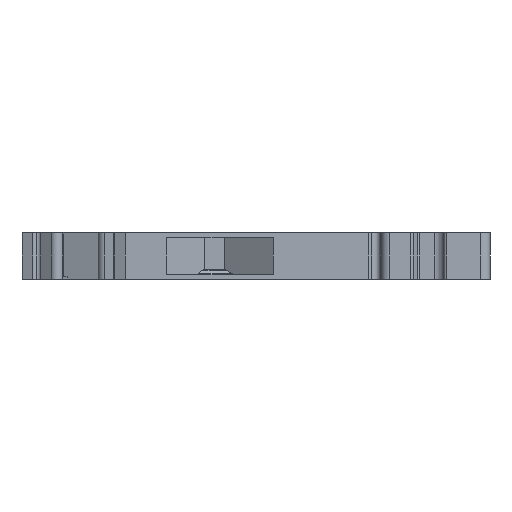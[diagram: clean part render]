
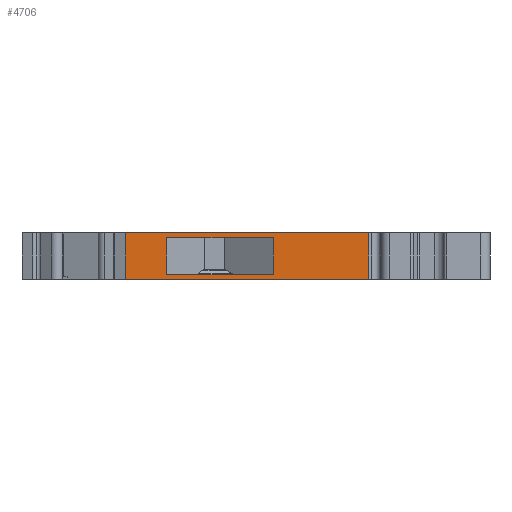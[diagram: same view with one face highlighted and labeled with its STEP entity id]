
A CAD part, left-side view. The second image highlights one B-rep face of the part: STEP entity #4706.
In plain terms, the highlighted planar face has unit normal (-1, 0, 0).
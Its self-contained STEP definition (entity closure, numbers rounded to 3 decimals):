
#971=ORIENTED_EDGE('',*,*,#1590,.T.);
#972=ORIENTED_EDGE('',*,*,#1591,.T.);
#973=ORIENTED_EDGE('',*,*,#1592,.F.);
#974=ORIENTED_EDGE('',*,*,#1593,.F.);
#975=ORIENTED_EDGE('',*,*,#1344,.T.);
#976=ORIENTED_EDGE('',*,*,#1502,.T.);
#977=ORIENTED_EDGE('',*,*,#1475,.F.);
#978=ORIENTED_EDGE('',*,*,#1500,.F.);
#1344=EDGE_CURVE('',#1824,#1823,#2107,.T.);
#1475=EDGE_CURVE('',#1941,#1942,#2197,.T.);
#1500=EDGE_CURVE('',#1824,#1941,#2217,.T.);
#1502=EDGE_CURVE('',#1823,#1942,#2219,.T.);
#1590=EDGE_CURVE('',#1956,#1957,#2307,.T.);
#1591=EDGE_CURVE('',#1957,#1958,#2308,.T.);
#1592=EDGE_CURVE('',#1959,#1958,#2309,.T.);
#1593=EDGE_CURVE('',#1956,#1959,#2310,.T.);
#1823=VERTEX_POINT('',#6368);
#1824=VERTEX_POINT('',#6370);
#1941=VERTEX_POINT('',#6627);
#1942=VERTEX_POINT('',#6629);
#1956=VERTEX_POINT('',#6856);
#1957=VERTEX_POINT('',#6857);
#1958=VERTEX_POINT('',#6859);
#1959=VERTEX_POINT('',#6861);
#2107=LINE('',#6369,#2453);
#2197=LINE('',#6628,#2543);
#2217=LINE('',#6678,#2563);
#2219=LINE('',#6681,#2565);
#2307=LINE('',#6855,#2653);
#2308=LINE('',#6858,#2654);
#2309=LINE('',#6860,#2655);
#2310=LINE('',#6862,#2656);
#2453=VECTOR('',#5309,1000.);
#2543=VECTOR('',#5501,1000.);
#2563=VECTOR('',#5561,1000.);
#2565=VECTOR('',#5565,1000.);
#2653=VECTOR('',#5817,1000.);
#2654=VECTOR('',#5818,1000.);
#2655=VECTOR('',#5819,1000.);
#2656=VECTOR('',#5820,1000.);
#2860=EDGE_LOOP('',(#971,#972,#973,#974));
#2861=EDGE_LOOP('',(#975,#976,#977,#978));
#3076=FACE_BOUND('',#2860,.T.);
#3077=FACE_BOUND('',#2861,.T.);
#3232=PLANE('',#4994);
#4706=ADVANCED_FACE('',(#3076,#3077),#3232,.F.);
#4994=AXIS2_PLACEMENT_3D('',#6854,#5815,#5816);
#5309=DIRECTION('',(0.,-1.,0.));
#5501=DIRECTION('',(0.,-1.,0.));
#5561=DIRECTION('',(0.,0.,1.));
#5565=DIRECTION('',(0.,0.,1.));
#5815=DIRECTION('',(1.,0.,0.));
#5816=DIRECTION('',(0.,0.,-1.));
#5817=DIRECTION('',(0.,0.,1.));
#5818=DIRECTION('',(0.,-1.,0.));
#5819=DIRECTION('',(0.,0.,1.));
#5820=DIRECTION('',(0.,-1.,0.));
#6368=CARTESIAN_POINT('',(-20.75,-12.152,0.));
#6369=CARTESIAN_POINT('',(-20.75,-20.352,0.));
#6370=CARTESIAN_POINT('',(-20.75,14.272,0.));
#6627=CARTESIAN_POINT('',(-20.75,14.272,5.));
#6628=CARTESIAN_POINT('',(-20.75,-20.352,5.));
#6629=CARTESIAN_POINT('',(-20.75,-12.152,5.));
#6678=CARTESIAN_POINT('',(-20.75,14.272,0.));
#6681=CARTESIAN_POINT('',(-20.75,-12.152,5.));
#6854=CARTESIAN_POINT('',(-20.75,-20.352,5.));
#6855=CARTESIAN_POINT('',(-20.75,9.778,0.));
#6856=CARTESIAN_POINT('',(-20.75,9.778,0.5));
#6857=CARTESIAN_POINT('',(-20.75,9.778,4.5));
#6858=CARTESIAN_POINT('',(-20.75,-2.122,4.5));
#6859=CARTESIAN_POINT('',(-20.75,-1.822,4.5));
#6860=CARTESIAN_POINT('',(-20.75,-1.822,0.));
#6861=CARTESIAN_POINT('',(-20.75,-1.822,0.5));
#6862=CARTESIAN_POINT('',(-20.75,-2.122,0.5));
